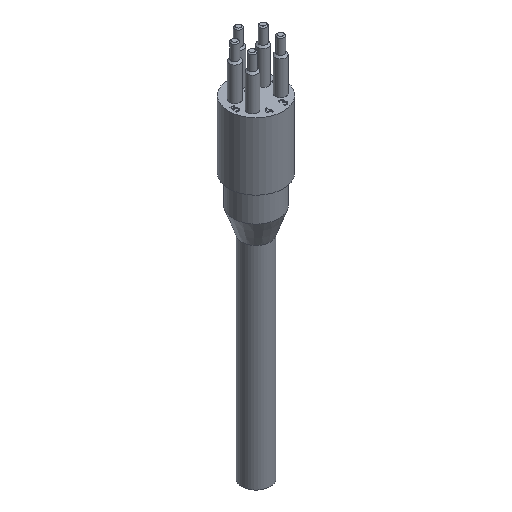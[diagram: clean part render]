
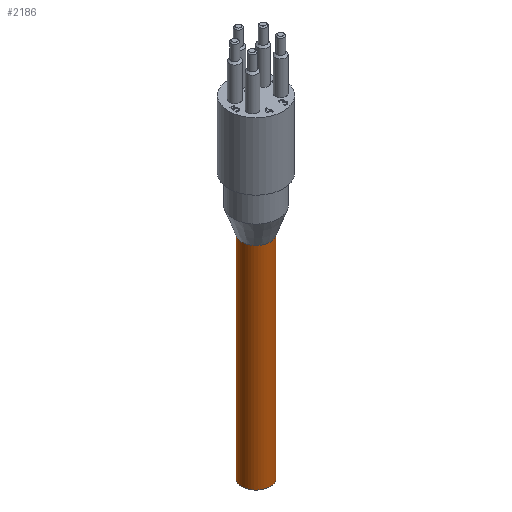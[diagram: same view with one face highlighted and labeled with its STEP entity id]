
A CAD part, isometric view. The second image highlights one B-rep face of the part: STEP entity #2186.
In plain terms, the highlighted cylindrical face has radius 4 mm (diameter 8 mm), a full revolution.
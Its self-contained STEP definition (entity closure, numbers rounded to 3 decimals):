
#22=CYLINDRICAL_SURFACE($,#2298,4.);
#62=CIRCLE($,#2299,4.);
#63=CIRCLE($,#2300,4.);
#318=FACE_OUTER_BOUND($,#513,.T.);
#356=FACE_BOUND($,#514,.T.);
#513=EDGE_LOOP($,(#1972));
#514=EDGE_LOOP($,(#1973));
#1087=VERTEX_POINT($,#4042);
#1088=VERTEX_POINT($,#4044);
#1385=EDGE_CURVE($,#1087,#1087,#62,.T.);
#1386=EDGE_CURVE($,#1088,#1088,#63,.T.);
#1972=ORIENTED_EDGE($,*,*,#1385,.T.);
#1973=ORIENTED_EDGE($,*,*,#1386,.F.);
#2186=ADVANCED_FACE($,(#318,#356),#22,.T.);
#2298=AXIS2_PLACEMENT_3D($,#4041,#2695,#2696);
#2299=AXIS2_PLACEMENT_3D($,#4043,#2697,#2698);
#2300=AXIS2_PLACEMENT_3D($,#4045,#2699,#2700);
#2695=DIRECTION('center_axis',(0.,0.,-1.));
#2696=DIRECTION('ref_axis',(1.,0.,0.));
#2697=DIRECTION('center_axis',(0.,0.,1.));
#2698=DIRECTION('ref_axis',(1.,0.,0.));
#2699=DIRECTION('center_axis',(0.,0.,1.));
#2700=DIRECTION('ref_axis',(1.,0.,0.));
#4041=CARTESIAN_POINT('Origin',(0.,0.,-15.));
#4042=CARTESIAN_POINT('',(-4.,0.,-75.));
#4043=CARTESIAN_POINT('Origin',(0.,0.,-75.));
#4044=CARTESIAN_POINT('',(4.,0.,-15.));
#4045=CARTESIAN_POINT('Origin',(0.,0.,-15.));
